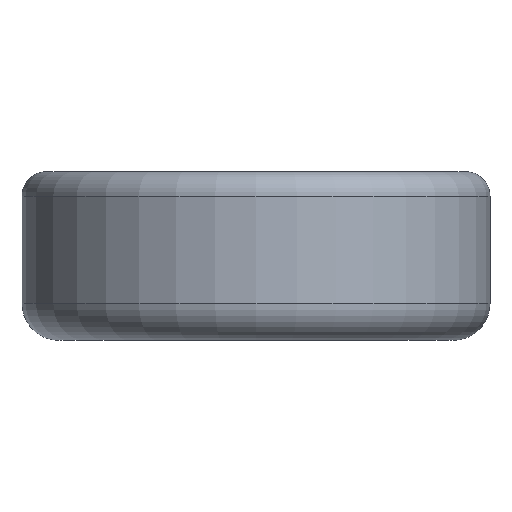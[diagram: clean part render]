
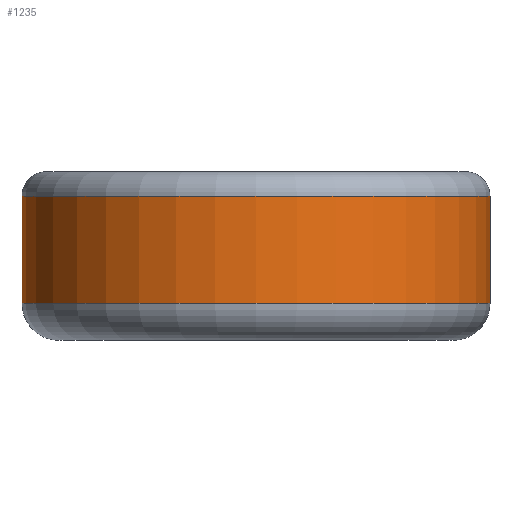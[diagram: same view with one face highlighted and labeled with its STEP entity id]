
A CAD part, front view. The second image highlights one B-rep face of the part: STEP entity #1235.
In plain terms, the highlighted cylindrical face has radius 19 mm (diameter 38 mm), a partial arc.
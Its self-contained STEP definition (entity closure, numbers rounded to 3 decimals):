
#17 = AXIS2_PLACEMENT_3D ( 'NONE', #667, #661, #653 ) ;
#54 = VECTOR ( 'NONE', #1243, 1000. ) ;
#115 = LINE ( 'NONE', #1250, #54 ) ;
#116 = CARTESIAN_POINT ( 'NONE',  ( 19., 0., 3. ) ) ;
#125 = CARTESIAN_POINT ( 'NONE',  ( 19., 0., 11.7 ) ) ;
#176 = AXIS2_PLACEMENT_3D ( 'NONE', #989, #939, #925 ) ;
#185 = CYLINDRICAL_SURFACE ( 'NONE', #1191, 19. ) ;
#188 = FACE_OUTER_BOUND ( 'NONE', #1182, .T. ) ;
#321 = ORIENTED_EDGE ( 'NONE', *, *, #1506, .F. ) ;
#350 = ORIENTED_EDGE ( 'NONE', *, *, #1548, .T. ) ;
#368 = ORIENTED_EDGE ( 'NONE', *, *, #2978, .T. ) ;
#372 = CIRCLE ( 'NONE', #176, 19. ) ;
#387 = ORIENTED_EDGE ( 'NONE', *, *, #1585, .T. ) ;
#653 = DIRECTION ( 'NONE',  ( 1., 0., 0. ) ) ;
#661 = DIRECTION ( 'NONE',  ( 0., 0., 1. ) ) ;
#667 = CARTESIAN_POINT ( 'NONE',  ( 0., 0., 3. ) ) ;
#883 = VERTEX_POINT ( 'NONE', #125 ) ;
#893 = VERTEX_POINT ( 'NONE', #116 ) ;
#925 = DIRECTION ( 'NONE',  ( 1., 0., 0. ) ) ;
#929 = CIRCLE ( 'NONE', #17, 19. ) ;
#939 = DIRECTION ( 'NONE',  ( 0., 0., -1. ) ) ;
#989 = CARTESIAN_POINT ( 'NONE',  ( 0., 0., 11.7 ) ) ;
#1156 = DIRECTION ( 'NONE',  ( 0., 0., -1. ) ) ;
#1168 = CARTESIAN_POINT ( 'NONE',  ( -19., 0., 12. ) ) ;
#1182 = EDGE_LOOP ( 'NONE', ( #321, #350, #368, #387 ) ) ;
#1191 = AXIS2_PLACEMENT_3D ( 'NONE', #1859, #1863, #1869 ) ;
#1229 = VERTEX_POINT ( 'NONE', #1894 ) ;
#1235 = ADVANCED_FACE ( 'NONE', ( #188 ), #185, .T. ) ;
#1243 = DIRECTION ( 'NONE',  ( 0., 0., -1. ) ) ;
#1250 = CARTESIAN_POINT ( 'NONE',  ( 19., 0., 12. ) ) ;
#1506 = EDGE_CURVE ( 'NONE', #883, #893, #115, .T. ) ;
#1548 = EDGE_CURVE ( 'NONE', #883, #1229, #372, .T. ) ;
#1585 = EDGE_CURVE ( 'NONE', #2300, #893, #929, .T. ) ;
#1820 = CARTESIAN_POINT ( 'NONE',  ( -19., 0., 3. ) ) ;
#1859 = CARTESIAN_POINT ( 'NONE',  ( 0., 0., 12. ) ) ;
#1863 = DIRECTION ( 'NONE',  ( 0., 0., -1. ) ) ;
#1869 = DIRECTION ( 'NONE',  ( -1., 0., 0. ) ) ;
#1894 = CARTESIAN_POINT ( 'NONE',  ( -19., 0., 11.7 ) ) ;
#2300 = VERTEX_POINT ( 'NONE', #1820 ) ;
#2316 = VECTOR ( 'NONE', #1156, 1000. ) ;
#2363 = LINE ( 'NONE', #1168, #2316 ) ;
#2978 = EDGE_CURVE ( 'NONE', #1229, #2300, #2363, .T. ) ;
